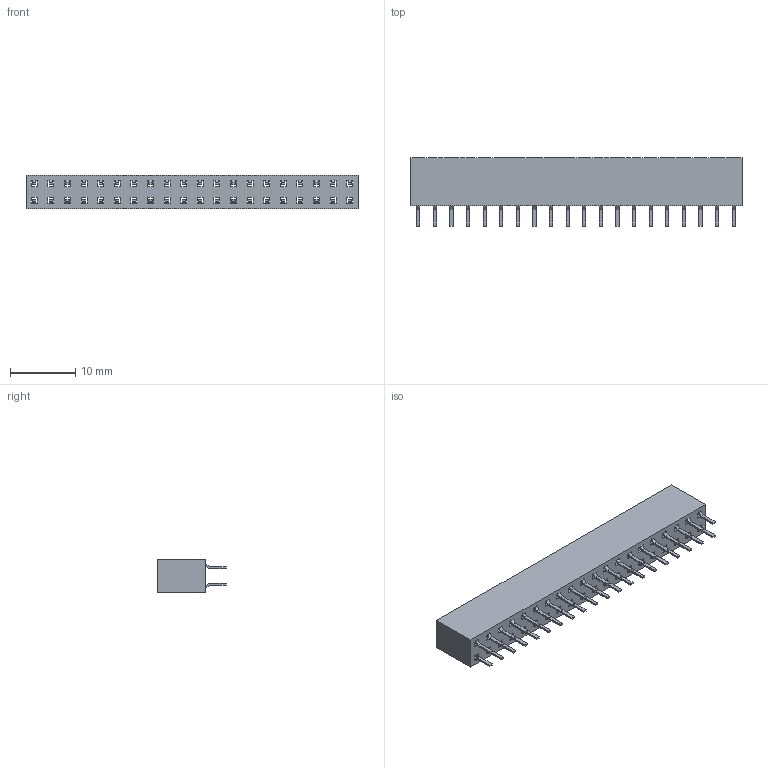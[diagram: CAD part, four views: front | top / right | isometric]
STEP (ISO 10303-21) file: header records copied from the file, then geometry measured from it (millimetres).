
FILE_DESCRIPTION(/* description */ ('STEP AP203'),/* implementation_level */ '2;1');
FILE_NAME(/* name */ 'BCS-120-F-D-TE',/* time_stamp */ '2024-10-28T14:28:40+01:00',/* author */ ('License CC BY-ND 4.0'),/* organization */ ('CADENAS'),/* preprocessor_version */ 'ST-DEVELOPER v19.3',/* originating_system */ 'PARTsolutions',/* authorisation */ ' ');
FILE_SCHEMA (('CONFIG_CONTROL_DESIGN'));
Length unit declared in the file: inch
Products named in the file (4): BCS-120-F-D-TE; BCS-120-D-TE_socket; C-95-01-20-F-D-TE; C-95-01-20-F-D-TE2
Assembly tree (3 placements, depth 2):
  BCS-120-F-D-TE
    BCS-120-D-TE_socket
    C-95-01-20-F-D-TE
    C-95-01-20-F-D-TE2
Bounding box: 50.8 x 10.46 x 5.08 mm (x, y, z)
Surface area: 5146.4 mm2
Topology: 3 solids, 3 shells, 1298 faces, 3956 edges, 2584 vertices
Faces by surface type: plane 1298
Entity records: 43685 total; most frequent: ORIENTED_EDGE 7912, CARTESIAN_POINT 7842, DIRECTION 6560, EDGE_CURVE 3956, LINE 3956, VECTOR 3956, VERTEX_POINT 2584, EDGE_LOOP 1458
